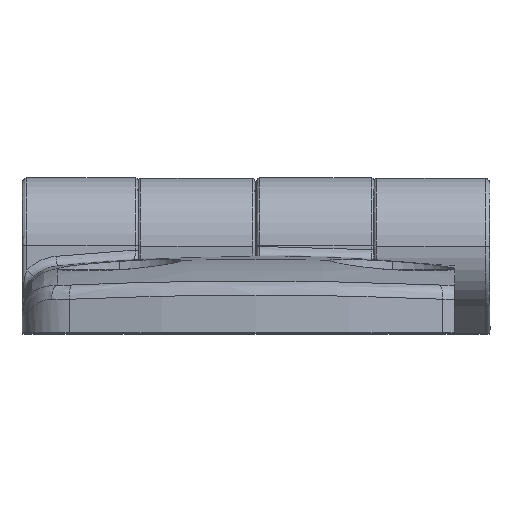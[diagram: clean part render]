
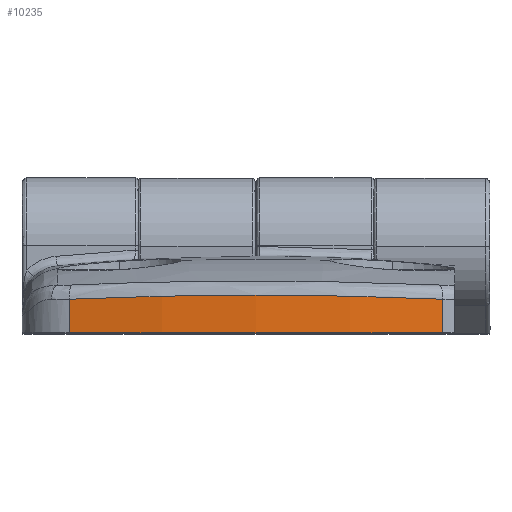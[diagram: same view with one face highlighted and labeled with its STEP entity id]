
A CAD part, top view. The second image highlights one B-rep face of the part: STEP entity #10235.
In plain terms, the highlighted cylindrical face has radius 100 mm (diameter 200 mm), a partial arc.
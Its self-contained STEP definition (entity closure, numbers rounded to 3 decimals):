
#146 = VERTEX_POINT ( 'NONE', #17272 ) ;
#244 = CARTESIAN_POINT ( 'NONE',  ( 17.611, 3.51, 34.199 ) ) ;
#302 = ORIENTED_EDGE ( 'NONE', *, *, #18049, .T. ) ;
#425 = CARTESIAN_POINT ( 'NONE',  ( -9.522, 3.757, 35.296 ) ) ;
#707 = DIRECTION ( 'NONE',  ( 0., -1., 0. ) ) ;
#845 = CARTESIAN_POINT ( 'NONE',  ( -19.149, 0., 33.899 ) ) ;
#1782 = CARTESIAN_POINT ( 'NONE',  ( 19.149, 3.44, 33.9 ) ) ;
#2054 = CARTESIAN_POINT ( 'NONE',  ( -1.614, 3.856, 35.75 ) ) ;
#2121 = CARTESIAN_POINT ( 'NONE',  ( -12.871, 3.686, 34.974 ) ) ;
#2229 = VERTEX_POINT ( 'NONE', #845 ) ;
#2264 = VECTOR ( 'NONE', #14915, 1000. ) ;
#2326 = B_SPLINE_CURVE_WITH_KNOTS ( 'NONE', 3,
 ( #13719, #2054, #15385, #5494, #17073, #7139, #18762, #8803, #20477, #10474, #425, #12105, #2121, #13783, #3857 ),
 .UNSPECIFIED., .F., .F.,
 ( 4, 2, 1, 1, 1, 1, 1, 2, 2, 4 ),
 ( 0., 0.25, 0.375, 0.437, 0.469, 0.484, 0.492, 0.496, 0.5, 1. ),
 .UNSPECIFIED. ) ;
#2555 = CARTESIAN_POINT ( 'NONE',  ( 11.024, 3.723, 35.142 ) ) ;
#2669 = EDGE_CURVE ( 'NONE', #17149, #146, #14816, .T. ) ;
#3857 = CARTESIAN_POINT ( 'NONE',  ( -19.149, 3.44, 33.9 ) ) ;
#4533 = DIRECTION ( 'NONE',  ( 0., 0., -1. ) ) ;
#5190 = VECTOR ( 'NONE', #5912, 1000. ) ;
#5494 = CARTESIAN_POINT ( 'NONE',  ( -5.614, 3.822, 35.596 ) ) ;
#5708 = LINE ( 'NONE', #20875, #5190 ) ;
#5912 = DIRECTION ( 'NONE',  ( 0., 1., 0. ) ) ;
#6029 = AXIS2_PLACEMENT_3D ( 'NONE', #9386, #7812, #4533 ) ;
#6282 = FACE_OUTER_BOUND ( 'NONE', #7525, .T. ) ;
#6769 = LINE ( 'NONE', #21514, #2264 ) ;
#7139 = CARTESIAN_POINT ( 'NONE',  ( -8.191, 3.783, 35.415 ) ) ;
#7525 = EDGE_LOOP ( 'NONE', ( #12964, #8460, #302, #11238, #12633 ) ) ;
#7812 = DIRECTION ( 'NONE',  ( 0., -1., 0. ) ) ;
#8281 = CARTESIAN_POINT ( 'NONE',  ( 10.307, 3.74, 35.218 ) ) ;
#8460 = ORIENTED_EDGE ( 'NONE', *, *, #20089, .F. ) ;
#8803 = CARTESIAN_POINT ( 'NONE',  ( -9.226, 3.763, 35.324 ) ) ;
#8875 = CARTESIAN_POINT ( 'NONE',  ( 3.234, 3.856, 35.75 ) ) ;
#9302 = CARTESIAN_POINT ( 'NONE',  ( 9.637, 3.755, 35.285 ) ) ;
#9386 = CARTESIAN_POINT ( 'NONE',  ( 0., 7.9, -64.25 ) ) ;
#9899 = CARTESIAN_POINT ( 'NONE',  ( -19.149, 3.44, 33.9 ) ) ;
#10235 = ADVANCED_FACE ( 'NONE', ( #6282 ), #12996, .T. ) ;
#10397 = VERTEX_POINT ( 'NONE', #16639 ) ;
#10474 = CARTESIAN_POINT ( 'NONE',  ( -9.472, 3.758, 35.3 ) ) ;
#10534 = CARTESIAN_POINT ( 'NONE',  ( 9.948, 3.748, 35.254 ) ) ;
#10753 = CARTESIAN_POINT ( 'NONE',  ( 0., 0., -64.25 ) ) ;
#10977 = AXIS2_PLACEMENT_3D ( 'NONE', #10753, #707, #12369 ) ;
#11035 = CARTESIAN_POINT ( 'NONE',  ( 12.85, 3.675, 34.924 ) ) ;
#11238 = ORIENTED_EDGE ( 'NONE', *, *, #2669, .T. ) ;
#12105 = CARTESIAN_POINT ( 'NONE',  ( -9.545, 3.757, 35.293 ) ) ;
#12341 = EDGE_CURVE ( 'NONE', #2229, #18687, #6769, .T. ) ;
#12369 = DIRECTION ( 'NONE',  ( 0., 0., -1. ) ) ;
#12633 = ORIENTED_EDGE ( 'NONE', *, *, #16252, .T. ) ;
#12663 = CARTESIAN_POINT ( 'NONE',  ( 9.691, 3.753, 35.279 ) ) ;
#12919 = CARTESIAN_POINT ( 'NONE',  ( 19.149, 3.44, 33.9 ) ) ;
#12964 = ORIENTED_EDGE ( 'NONE', *, *, #12341, .F. ) ;
#12996 = CYLINDRICAL_SURFACE ( 'NONE', #6029, 100. ) ;
#13171 = CARTESIAN_POINT ( 'NONE',  ( 16.045, 3.572, 34.468 ) ) ;
#13419 = CARTESIAN_POINT ( 'NONE',  ( 0., 3.856, 35.75 ) ) ;
#13719 = CARTESIAN_POINT ( 'NONE',  ( 0., 3.856, 35.75 ) ) ;
#13783 = CARTESIAN_POINT ( 'NONE',  ( -16.068, 3.581, 34.501 ) ) ;
#14053 = CIRCLE ( 'NONE', #10977, 100. ) ;
#14504 = CARTESIAN_POINT ( 'NONE',  ( 13.654, 3.651, 34.817 ) ) ;
#14629 = CARTESIAN_POINT ( 'NONE',  ( 11.634, 3.708, 35.072 ) ) ;
#14816 = B_SPLINE_CURVE_WITH_KNOTS ( 'NONE', 3,
 ( #12919, #244, #13171, #14504, #11035, #14629, #2555, #8281, #10534, #19919, #12663, #9302, #17562, #8875, #13419 ),
 .UNSPECIFIED., .F., .F.,
 ( 4, 2, 2, 1, 1, 1, 2, 2, 4 ),
 ( 0., 0.25, 0.375, 0.438, 0.469, 0.484, 0.492, 0.5, 1. ),
 .UNSPECIFIED. ) ;
#14915 = DIRECTION ( 'NONE',  ( 0., 1., 0. ) ) ;
#15385 = CARTESIAN_POINT ( 'NONE',  ( -3.22, 3.847, 35.711 ) ) ;
#16252 = EDGE_CURVE ( 'NONE', #146, #18687, #2326, .T. ) ;
#16639 = CARTESIAN_POINT ( 'NONE',  ( 19.149, 0., 33.899 ) ) ;
#17073 = CARTESIAN_POINT ( 'NONE',  ( -6.807, 3.807, 35.524 ) ) ;
#17149 = VERTEX_POINT ( 'NONE', #1782 ) ;
#17272 = CARTESIAN_POINT ( 'NONE',  ( 0., 3.856, 35.75 ) ) ;
#17562 = CARTESIAN_POINT ( 'NONE',  ( 6.435, 3.822, 35.593 ) ) ;
#18049 = EDGE_CURVE ( 'NONE', #10397, #17149, #5708, .T. ) ;
#18687 = VERTEX_POINT ( 'NONE', #9899 ) ;
#18762 = CARTESIAN_POINT ( 'NONE',  ( -8.882, 3.77, 35.355 ) ) ;
#19919 = CARTESIAN_POINT ( 'NONE',  ( 9.794, 3.751, 35.269 ) ) ;
#20089 = EDGE_CURVE ( 'NONE', #10397, #2229, #14053, .T. ) ;
#20477 = CARTESIAN_POINT ( 'NONE',  ( -9.399, 3.76, 35.307 ) ) ;
#20875 = CARTESIAN_POINT ( 'NONE',  ( 19.149, 7.9, 33.899 ) ) ;
#21514 = CARTESIAN_POINT ( 'NONE',  ( -19.149, 16.02, 33.899 ) ) ;
